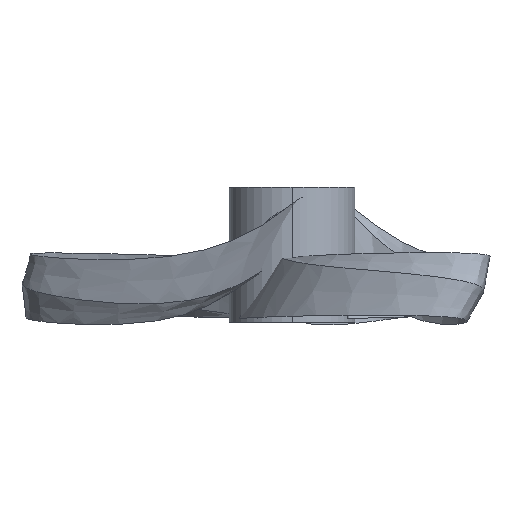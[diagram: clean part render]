
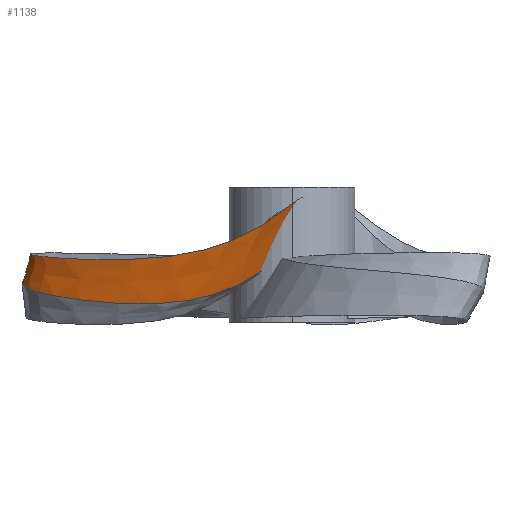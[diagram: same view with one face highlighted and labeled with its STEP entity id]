
A CAD part, top view. The second image highlights one B-rep face of the part: STEP entity #1138.
In plain terms, the highlighted free-form (B-spline) face has degree [3, 3] with [7, 7] control points.
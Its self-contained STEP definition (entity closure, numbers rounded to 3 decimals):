
#898 = VERTEX_POINT('',#899);
#899 = CARTESIAN_POINT('',(8.216,46.128,
    18.059));
#904 = EDGE_CURVE('',#898,#905,#907,.T.);
#905 = VERTEX_POINT('',#906);
#906 = CARTESIAN_POINT('',(-9.21,21.787,
    -7.111));
#907 = B_SPLINE_CURVE_WITH_KNOTS('',3,(#908,#909,#910,#911,#912,#913,
    #914),.UNSPECIFIED.,.F.,.F.,(4,1,1,1,4),(0.,0.269,
    0.533,0.797,1.),.UNSPECIFIED.);
#908 = CARTESIAN_POINT('',(8.216,46.128,
    18.059));
#909 = CARTESIAN_POINT('',(-4.225,36.373,
    24.819));
#910 = CARTESIAN_POINT('',(-28.88,17.042,
    38.214));
#911 = CARTESIAN_POINT('',(-114.89,24.545,
    32.292));
#912 = CARTESIAN_POINT('',(-51.068,23.226,
    -19.713));
#913 = CARTESIAN_POINT('',(-21.883,22.223,
    -10.927));
#914 = CARTESIAN_POINT('',(-9.21,21.787,
    -7.111));
#1065 = VERTEX_POINT('',#1066);
#1066 = CARTESIAN_POINT('',(-0.772,23.064,
    12.87));
#1073 = VERTEX_POINT('',#1074);
#1074 = CARTESIAN_POINT('',(-6.939,22.588,
    -11.045));
#1079 = EDGE_CURVE('',#1065,#1073,#1080,.T.);
#1080 = B_SPLINE_CURVE_WITH_KNOTS('',3,(#1081,#1082,#1083,#1084,#1085,
    #1086,#1087),.UNSPECIFIED.,.F.,.F.,(4,1,1,1,4),(0.,0.269,
    0.533,0.797,1.),.UNSPECIFIED.);
#1081 = CARTESIAN_POINT('',(-0.772,23.064,
    12.87));
#1082 = CARTESIAN_POINT('',(-12.203,15.45,
    19.742));
#1083 = CARTESIAN_POINT('',(-34.858,0.359,
    33.361));
#1084 = CARTESIAN_POINT('',(-117.875,14.205,
    27.772));
#1085 = CARTESIAN_POINT('',(-51.309,18.701,
    -23.927));
#1086 = CARTESIAN_POINT('',(-20.373,21.411,
    -14.946));
#1087 = CARTESIAN_POINT('',(-6.939,22.588,
    -11.045));
#1138 = ADVANCED_FACE('',(#1139),#1153,.T.);
#1139 = FACE_BOUND('',#1140,.T.);
#1140 = EDGE_LOOP('',(#1141,#1146,#1147,#1152));
#1141 = ORIENTED_EDGE('',*,*,#1142,.T.);
#1142 = EDGE_CURVE('',#898,#1065,#1143,.T.);
#1143 = B_SPLINE_CURVE_WITH_KNOTS('',1,(#1144,#1145),.UNSPECIFIED.,.F.,
  .F.,(2,2),(-10.966,10.966),.PIECEWISE_BEZIER_KNOTS.);
#1144 = CARTESIAN_POINT('',(8.216,46.128,
    18.059));
#1145 = CARTESIAN_POINT('',(-0.772,23.064,
    12.87));
#1146 = ORIENTED_EDGE('',*,*,#1079,.T.);
#1147 = ORIENTED_EDGE('',*,*,#1148,.F.);
#1148 = EDGE_CURVE('',#905,#1073,#1149,.T.);
#1149 = B_SPLINE_CURVE_WITH_KNOTS('',1,(#1150,#1151),.UNSPECIFIED.,.F.,
  .F.,(2,2),(-2.,2.),.PIECEWISE_BEZIER_KNOTS.);
#1150 = CARTESIAN_POINT('',(-9.21,21.787,
    -7.111));
#1151 = CARTESIAN_POINT('',(-6.939,22.588,
    -11.045));
#1152 = ORIENTED_EDGE('',*,*,#904,.F.);
#1153 = B_SPLINE_SURFACE_WITH_KNOTS('',3,3,(
    (#1154,#1155,#1156,#1157,#1158,#1159,#1160)
    ,(#1161,#1162,#1163,#1164,#1165,#1166,#1167)
    ,(#1168,#1169,#1170,#1171,#1172,#1173,#1174)
    ,(#1175,#1176,#1177,#1178,#1179,#1180,#1181)
    ,(#1182,#1183,#1184,#1185,#1186,#1187,#1188)
    ,(#1189,#1190,#1191,#1192,#1193,#1194,#1195)
    ,(#1196,#1197,#1198,#1199,#1200,#1201,#1202
  )),.UNSPECIFIED.,.F.,.F.,.F.,(4,1,1,1,4),(4,1,1,1,4),(0.,
    0.063,0.126,0.188,0.251),(0.
    ,0.269,0.533,0.797,1.),.UNSPECIFIED.);
#1154 = CARTESIAN_POINT('',(8.216,46.128,
    18.059));
#1155 = CARTESIAN_POINT('',(-4.225,36.373,
    24.819));
#1156 = CARTESIAN_POINT('',(-28.88,17.042,
    38.214));
#1157 = CARTESIAN_POINT('',(-114.89,24.545,
    32.292));
#1158 = CARTESIAN_POINT('',(-51.068,23.226,
    -19.713));
#1159 = CARTESIAN_POINT('',(-21.883,22.223,
    -10.927));
#1160 = CARTESIAN_POINT('',(-9.21,21.787,
    -7.111));
#1161 = CARTESIAN_POINT('',(7.467,44.206,
    17.627));
#1162 = CARTESIAN_POINT('',(-4.89,34.63,
    24.396));
#1163 = CARTESIAN_POINT('',(-29.378,15.652,
    37.81));
#1164 = CARTESIAN_POINT('',(-115.139,23.683,
    31.916));
#1165 = CARTESIAN_POINT('',(-51.088,22.849,
    -20.064));
#1166 = CARTESIAN_POINT('',(-21.757,22.155,
    -11.261));
#1167 = CARTESIAN_POINT('',(-9.021,21.854,
    -7.439));
#1168 = CARTESIAN_POINT('',(5.969,40.362,
    16.762));
#1169 = CARTESIAN_POINT('',(-6.22,31.142,
    23.549));
#1170 = CARTESIAN_POINT('',(-30.374,12.871,
    37.001));
#1171 = CARTESIAN_POINT('',(-115.636,21.96,
    31.162));
#1172 = CARTESIAN_POINT('',(-51.128,22.095,
    -20.766));
#1173 = CARTESIAN_POINT('',(-21.505,22.02,
    -11.931));
#1174 = CARTESIAN_POINT('',(-8.642,21.988,
    -8.095));
#1175 = CARTESIAN_POINT('',(3.722,34.596,
    15.465));
#1176 = CARTESIAN_POINT('',(-8.214,25.911,
    22.28));
#1177 = CARTESIAN_POINT('',(-31.869,8.7,
    35.788));
#1178 = CARTESIAN_POINT('',(-116.382,19.375,
    30.032));
#1179 = CARTESIAN_POINT('',(-51.188,20.964,
    -21.82));
#1180 = CARTESIAN_POINT('',(-21.128,21.817,
    -12.936));
#1181 = CARTESIAN_POINT('',(-8.075,22.188,
    -9.078));
#1182 = CARTESIAN_POINT('',(1.475,28.83,
    14.167));
#1183 = CARTESIAN_POINT('',(-10.209,20.68,
    21.011));
#1184 = CARTESIAN_POINT('',(-33.363,4.53,
    34.574));
#1185 = CARTESIAN_POINT('',(-117.129,16.79,
    28.902));
#1186 = CARTESIAN_POINT('',(-51.249,19.832,
    -22.874));
#1187 = CARTESIAN_POINT('',(-20.75,21.614,
    -13.941));
#1188 = CARTESIAN_POINT('',(-7.507,22.388,
    -10.062));
#1189 = CARTESIAN_POINT('',(-0.023,24.986,
    13.302));
#1190 = CARTESIAN_POINT('',(-11.539,17.193,
    20.165));
#1191 = CARTESIAN_POINT('',(-34.359,1.749,
    33.765));
#1192 = CARTESIAN_POINT('',(-117.626,15.066,
    28.149));
#1193 = CARTESIAN_POINT('',(-51.289,19.078,
    -23.576));
#1194 = CARTESIAN_POINT('',(-20.498,21.479,
    -14.611));
#1195 = CARTESIAN_POINT('',(-7.128,22.522,
    -10.718));
#1196 = CARTESIAN_POINT('',(-0.772,23.064,
    12.87));
#1197 = CARTESIAN_POINT('',(-12.203,15.45,
    19.742));
#1198 = CARTESIAN_POINT('',(-34.858,0.359,
    33.361));
#1199 = CARTESIAN_POINT('',(-117.875,14.205,
    27.772));
#1200 = CARTESIAN_POINT('',(-51.309,18.701,
    -23.927));
#1201 = CARTESIAN_POINT('',(-20.373,21.411,
    -14.946));
#1202 = CARTESIAN_POINT('',(-6.939,22.588,
    -11.045));
